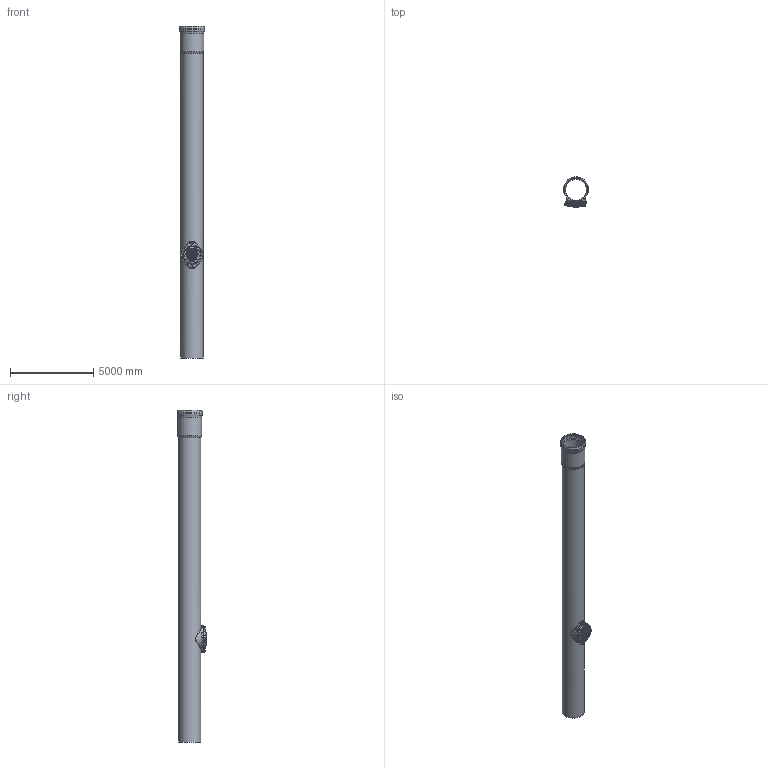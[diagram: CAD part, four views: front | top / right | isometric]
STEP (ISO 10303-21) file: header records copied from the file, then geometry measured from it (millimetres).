
FILE_DESCRIPTION(/* description */ (''),/* implementation_level */ '2;1');
FILE_NAME(/* name */ '55204.125X_3D.stp',/* time_stamp */ '2025-03-20T12:55:43+01:00',/* author */ ('CAD'),/* organization */ (''),/* preprocessor_version */ 'ST-DEVELOPER v20',/* originating_system */ 'AutoCAD Mechanical',/* authorisation */ '');
FILE_SCHEMA (('AUTOMOTIVE_DESIGN { 1 0 10303 214 3 1 1 }'));
Length unit declared in the file: centimetre
Products named in the file (3): Product; *S0; 1
Assembly tree (2 placements, depth 2):
  Product
    *S0
    1
Bounding box: 1520 x 1797.75 x 20000 mm (x, y, z)
Volume: 2213684328.1 mm3; surface area: 177198324.5 mm2
Topology: 15 solids, 16 shells, 924 faces, 2280 edges, 1399 vertices
Faces by surface type: bspline 354, plane 286, cone 167, cylinder 72, torus 31, sphere 14
Full cylindrical faces by diameter (mm): 70 x4, 100 x2, 900 x1, 980 x1, 980.084 x1, 1020.084 x1, 1080 x1, 1130 x1, 1240 x1, 1280 x1, 1330 x1, 1380 x1, 1430 x1, 1470 x1, 1520 x1
Entity records: 56367 total; most frequent: CARTESIAN_POINT 37247, ORIENTED_EDGE 4314, DIRECTION 3262, EDGE_CURVE 2157, LINE 1434, VECTOR 1434, VERTEX_POINT 1389, AXIS2_PLACEMENT_3D 914
